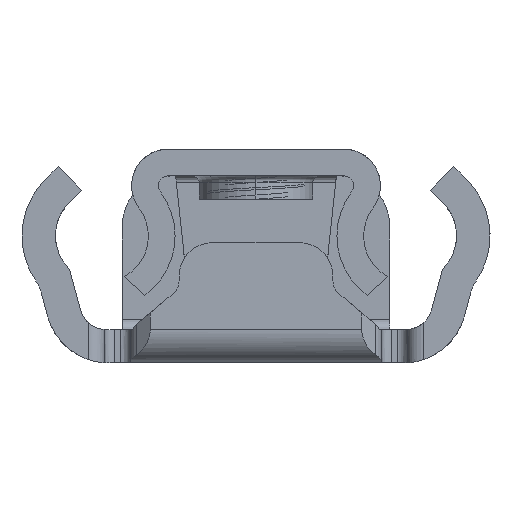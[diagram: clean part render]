
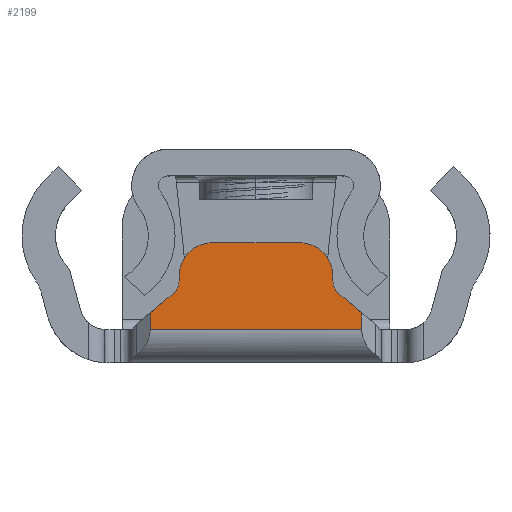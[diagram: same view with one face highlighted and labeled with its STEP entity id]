
A CAD part, left-side view. The second image highlights one B-rep face of the part: STEP entity #2199.
In plain terms, the highlighted planar face has unit normal (-1, 0, 0).
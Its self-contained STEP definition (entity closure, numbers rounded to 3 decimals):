
#63 = CARTESIAN_POINT ( 'NONE',  ( 1.5, 1.3, 3.6 ) ) ;
#154 = DIRECTION ( 'NONE',  ( -1., 0., 0. ) ) ;
#294 = CARTESIAN_POINT ( 'NONE',  ( 1.5, 2.479, 2.075 ) ) ;
#328 = VERTEX_POINT ( 'NONE', #8912 ) ;
#358 = VECTOR ( 'NONE', #3599, 1000. ) ;
#370 = CARTESIAN_POINT ( 'NONE',  ( 1.5, -2.8, 2.458 ) ) ;
#398 = ORIENTED_EDGE ( 'NONE', *, *, #1261, .F. ) ;
#443 = VERTEX_POINT ( 'NONE', #7215 ) ;
#511 = VECTOR ( 'NONE', #7280, 1000. ) ;
#629 = EDGE_CURVE ( 'NONE', #8161, #2735, #7918, .T. ) ;
#673 = CIRCLE ( 'NONE', #5766, 0.5 ) ;
#829 = VECTOR ( 'NONE', #3357, 1000. ) ;
#908 = LINE ( 'NONE', #1592, #511 ) ;
#1020 = CARTESIAN_POINT ( 'NONE',  ( 1.5, 3.163, 1.5 ) ) ;
#1261 = EDGE_CURVE ( 'NONE', #5739, #443, #4739, .T. ) ;
#1262 = DIRECTION ( 'NONE',  ( 0., 0., -1. ) ) ;
#1378 = EDGE_CURVE ( 'NONE', #328, #3580, #4685, .T. ) ;
#1592 = CARTESIAN_POINT ( 'NONE',  ( 1.5, -1.3, 3.6 ) ) ;
#1717 = ORIENTED_EDGE ( 'NONE', *, *, #7393, .T. ) ;
#1762 = CIRCLE ( 'NONE', #2500, 1. ) ;
#2147 = VECTOR ( 'NONE', #3848, 1000. ) ;
#2149 = ORIENTED_EDGE ( 'NONE', *, *, #629, .T. ) ;
#2199 = ADVANCED_FACE ( 'NONE', ( #5205 ), #4998, .F. ) ;
#2243 = CARTESIAN_POINT ( 'NONE',  ( 1.5, 2.3, 2.6 ) ) ;
#2247 = DIRECTION ( 'NONE',  ( 0., 0., 1. ) ) ;
#2323 = ORIENTED_EDGE ( 'NONE', *, *, #6848, .T. ) ;
#2500 = AXIS2_PLACEMENT_3D ( 'NONE', #6130, #5440, #4757 ) ;
#2525 = DIRECTION ( 'NONE',  ( 0., 0.766, -0.643 ) ) ;
#2687 = ORIENTED_EDGE ( 'NONE', *, *, #4391, .T. ) ;
#2735 = VERTEX_POINT ( 'NONE', #6539 ) ;
#2762 = EDGE_CURVE ( 'NONE', #5739, #4923, #5862, .T. ) ;
#2878 = EDGE_CURVE ( 'NONE', #3052, #6328, #7435, .T. ) ;
#3029 = CARTESIAN_POINT ( 'NONE',  ( 1.5, -1.3, 2.6 ) ) ;
#3052 = VERTEX_POINT ( 'NONE', #1020 ) ;
#3158 = DIRECTION ( 'NONE',  ( 0., 0., 1. ) ) ;
#3346 = AXIS2_PLACEMENT_3D ( 'NONE', #7082, #3794, #8451 ) ;
#3357 = DIRECTION ( 'NONE',  ( 0., 0., -1. ) ) ;
#3580 = VERTEX_POINT ( 'NONE', #6342 ) ;
#3599 = DIRECTION ( 'NONE',  ( 0., -1., 0. ) ) ;
#3620 = LINE ( 'NONE', #2243, #4457 ) ;
#3794 = DIRECTION ( 'NONE',  ( 1., 0., 0. ) ) ;
#3848 = DIRECTION ( 'NONE',  ( 0., 0.766, 0.643 ) ) ;
#4078 = VECTOR ( 'NONE', #2525, 1000. ) ;
#4124 = VECTOR ( 'NONE', #1262, 1000. ) ;
#4205 = ORIENTED_EDGE ( 'NONE', *, *, #5788, .T. ) ;
#4391 = EDGE_CURVE ( 'NONE', #4848, #5328, #1762, .T. ) ;
#4457 = VECTOR ( 'NONE', #5118, 1000. ) ;
#4531 = CARTESIAN_POINT ( 'NONE',  ( 1.5, -2.479, 2.075 ) ) ;
#4685 = LINE ( 'NONE', #8730, #7697 ) ;
#4739 = LINE ( 'NONE', #7512, #4124 ) ;
#4757 = DIRECTION ( 'NONE',  ( 0., 0., 1. ) ) ;
#4763 = CARTESIAN_POINT ( 'NONE',  ( 1.5, 3.163, 5.877 ) ) ;
#4848 = VERTEX_POINT ( 'NONE', #63 ) ;
#4857 = CARTESIAN_POINT ( 'NONE',  ( 1.5, -3.163, 1.5 ) ) ;
#4923 = VERTEX_POINT ( 'NONE', #7716 ) ;
#4998 = PLANE ( 'NONE',  #3346 ) ;
#5037 = AXIS2_PLACEMENT_3D ( 'NONE', #3029, #154, #2247 ) ;
#5118 = DIRECTION ( 'NONE',  ( 0., 0., -1. ) ) ;
#5150 = CARTESIAN_POINT ( 'NONE',  ( 1.5, 2.3, 2.458 ) ) ;
#5205 = FACE_OUTER_BOUND ( 'NONE', #6161, .T. ) ;
#5273 = CARTESIAN_POINT ( 'NONE',  ( 1.5, -1.3, 3.6 ) ) ;
#5328 = VERTEX_POINT ( 'NONE', #5343 ) ;
#5343 = CARTESIAN_POINT ( 'NONE',  ( 1.5, 2.3, 2.6 ) ) ;
#5357 = LINE ( 'NONE', #294, #4078 ) ;
#5358 = ORIENTED_EDGE ( 'NONE', *, *, #6013, .T. ) ;
#5440 = DIRECTION ( 'NONE',  ( -1., 0., 0. ) ) ;
#5471 = EDGE_CURVE ( 'NONE', #2735, #3052, #5357, .T. ) ;
#5739 = VERTEX_POINT ( 'NONE', #4857 ) ;
#5766 = AXIS2_PLACEMENT_3D ( 'NONE', #370, #6607, #3158 ) ;
#5788 = EDGE_CURVE ( 'NONE', #3580, #7109, #7344, .T. ) ;
#5862 = LINE ( 'NONE', #4531, #2147 ) ;
#5951 = DIRECTION ( 'NONE',  ( 1., 0., 0. ) ) ;
#6013 = EDGE_CURVE ( 'NONE', #4923, #328, #673, .T. ) ;
#6128 = ORIENTED_EDGE ( 'NONE', *, *, #1378, .T. ) ;
#6130 = CARTESIAN_POINT ( 'NONE',  ( 1.5, 1.3, 2.6 ) ) ;
#6161 = EDGE_LOOP ( 'NONE', ( #7092, #2323, #398, #6420, #5358, #6128, #4205, #1717, #2687, #7246, #2149, #6678 ) ) ;
#6168 = LINE ( 'NONE', #7514, #358 ) ;
#6328 = VERTEX_POINT ( 'NONE', #7711 ) ;
#6342 = CARTESIAN_POINT ( 'NONE',  ( 1.5, -2.3, 2.6 ) ) ;
#6420 = ORIENTED_EDGE ( 'NONE', *, *, #2762, .T. ) ;
#6539 = CARTESIAN_POINT ( 'NONE',  ( 1.5, 2.479, 2.075 ) ) ;
#6558 = EDGE_CURVE ( 'NONE', #5328, #8161, #3620, .T. ) ;
#6607 = DIRECTION ( 'NONE',  ( 1., 0., 0. ) ) ;
#6671 = DIRECTION ( 'NONE',  ( 0., 0., 1. ) ) ;
#6678 = ORIENTED_EDGE ( 'NONE', *, *, #5471, .T. ) ;
#6848 = EDGE_CURVE ( 'NONE', #6328, #443, #6168, .T. ) ;
#7082 = CARTESIAN_POINT ( 'NONE',  ( 1.5, 3.163, -1. ) ) ;
#7092 = ORIENTED_EDGE ( 'NONE', *, *, #2878, .T. ) ;
#7109 = VERTEX_POINT ( 'NONE', #5273 ) ;
#7215 = CARTESIAN_POINT ( 'NONE',  ( 1.5, -3.163, 1. ) ) ;
#7246 = ORIENTED_EDGE ( 'NONE', *, *, #6558, .T. ) ;
#7257 = CARTESIAN_POINT ( 'NONE',  ( 1.5, 2.8, 2.458 ) ) ;
#7280 = DIRECTION ( 'NONE',  ( 0., 1., 0. ) ) ;
#7344 = CIRCLE ( 'NONE', #5037, 1. ) ;
#7393 = EDGE_CURVE ( 'NONE', #7109, #4848, #908, .T. ) ;
#7404 = DIRECTION ( 'NONE',  ( 0., 0., 1. ) ) ;
#7435 = LINE ( 'NONE', #4763, #829 ) ;
#7490 = AXIS2_PLACEMENT_3D ( 'NONE', #7257, #5951, #6671 ) ;
#7512 = CARTESIAN_POINT ( 'NONE',  ( 1.5, -3.163, 5.877 ) ) ;
#7514 = CARTESIAN_POINT ( 'NONE',  ( 1.5, 3.163, 1. ) ) ;
#7697 = VECTOR ( 'NONE', #7404, 1000. ) ;
#7711 = CARTESIAN_POINT ( 'NONE',  ( 1.5, 3.163, 1. ) ) ;
#7716 = CARTESIAN_POINT ( 'NONE',  ( 1.5, -2.479, 2.075 ) ) ;
#7918 = CIRCLE ( 'NONE', #7490, 0.5 ) ;
#8161 = VERTEX_POINT ( 'NONE', #5150 ) ;
#8451 = DIRECTION ( 'NONE',  ( 0., 0., -1. ) ) ;
#8730 = CARTESIAN_POINT ( 'NONE',  ( 1.5, -2.3, 2.6 ) ) ;
#8912 = CARTESIAN_POINT ( 'NONE',  ( 1.5, -2.3, 2.458 ) ) ;
